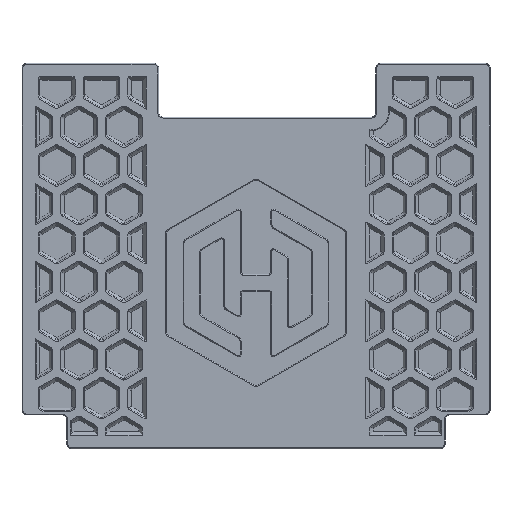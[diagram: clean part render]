
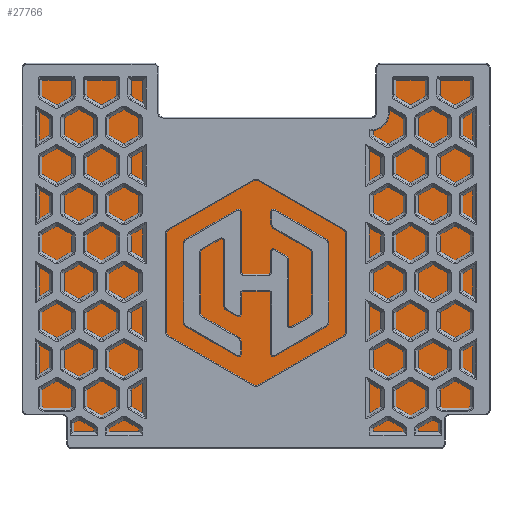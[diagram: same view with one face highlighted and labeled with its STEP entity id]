
A CAD part, top view. The second image highlights one B-rep face of the part: STEP entity #27766.
In plain terms, the highlighted planar face has unit normal (0, 0, 1).
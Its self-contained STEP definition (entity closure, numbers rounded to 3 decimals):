
#940=PLANE('',#29271);
#1714=FACE_OUTER_BOUND('',#3189,.T.);
#3189=EDGE_LOOP('',(#19118,#19119,#19120,#19121,#19122,#19123,#19124,#19125,
#19126,#19127,#19128,#19129,#19130,#19131,#19132,#19133,#19134,#19135,#19136,
#19137,#19138,#19139,#19140,#19141));
#4886=LINE('',#40621,#7768);
#4890=LINE('',#40633,#7772);
#4894=LINE('',#40645,#7776);
#4898=LINE('',#40657,#7780);
#4902=LINE('',#40669,#7784);
#4906=LINE('',#40681,#7788);
#4909=LINE('',#40687,#7791);
#4910=LINE('',#40691,#7792);
#4911=LINE('',#40695,#7793);
#4912=LINE('',#40699,#7794);
#4913=LINE('',#40703,#7795);
#4914=LINE('',#40707,#7796);
#7768=VECTOR('',#32085,10.);
#7772=VECTOR('',#32097,10.);
#7776=VECTOR('',#32109,10.);
#7780=VECTOR('',#32121,10.);
#7784=VECTOR('',#32133,10.);
#7788=VECTOR('',#32145,10.);
#7791=VECTOR('',#32150,10.);
#7792=VECTOR('',#32153,10.);
#7793=VECTOR('',#32156,10.);
#7794=VECTOR('',#32159,10.);
#7795=VECTOR('',#32162,10.);
#7796=VECTOR('',#32165,10.);
#10648=CIRCLE('',#29248,2.);
#10650=CIRCLE('',#29252,2.);
#10652=CIRCLE('',#29256,2.);
#10654=CIRCLE('',#29260,2.);
#10656=CIRCLE('',#29264,2.);
#10658=CIRCLE('',#29268,2.);
#10660=CIRCLE('',#29272,2.);
#10661=CIRCLE('',#29273,2.);
#10662=CIRCLE('',#29274,2.);
#10663=CIRCLE('',#29275,2.);
#10664=CIRCLE('',#29276,2.);
#10665=CIRCLE('',#29277,2.);
#11965=VERTEX_POINT('',#40611);
#11966=VERTEX_POINT('',#40612);
#11969=VERTEX_POINT('',#40620);
#11971=VERTEX_POINT('',#40626);
#11973=VERTEX_POINT('',#40632);
#11975=VERTEX_POINT('',#40638);
#11977=VERTEX_POINT('',#40644);
#11979=VERTEX_POINT('',#40650);
#11981=VERTEX_POINT('',#40656);
#11983=VERTEX_POINT('',#40662);
#11985=VERTEX_POINT('',#40668);
#11987=VERTEX_POINT('',#40674);
#11989=VERTEX_POINT('',#40680);
#11991=VERTEX_POINT('',#40686);
#11992=VERTEX_POINT('',#40688);
#11993=VERTEX_POINT('',#40690);
#11994=VERTEX_POINT('',#40692);
#11995=VERTEX_POINT('',#40694);
#11996=VERTEX_POINT('',#40696);
#11997=VERTEX_POINT('',#40698);
#11998=VERTEX_POINT('',#40700);
#11999=VERTEX_POINT('',#40702);
#12000=VERTEX_POINT('',#40704);
#12001=VERTEX_POINT('',#40706);
#14785=EDGE_CURVE('',#11965,#11966,#10648,.T.);
#14789=EDGE_CURVE('',#11969,#11965,#4886,.T.);
#14792=EDGE_CURVE('',#11971,#11969,#10650,.T.);
#14795=EDGE_CURVE('',#11973,#11971,#4890,.T.);
#14798=EDGE_CURVE('',#11975,#11973,#10652,.T.);
#14801=EDGE_CURVE('',#11977,#11975,#4894,.T.);
#14804=EDGE_CURVE('',#11979,#11977,#10654,.T.);
#14807=EDGE_CURVE('',#11981,#11979,#4898,.T.);
#14810=EDGE_CURVE('',#11983,#11981,#10656,.T.);
#14813=EDGE_CURVE('',#11985,#11983,#4902,.T.);
#14816=EDGE_CURVE('',#11987,#11985,#10658,.T.);
#14819=EDGE_CURVE('',#11989,#11987,#4906,.T.);
#14822=EDGE_CURVE('',#11966,#11991,#4909,.T.);
#14823=EDGE_CURVE('',#11991,#11992,#10660,.T.);
#14824=EDGE_CURVE('',#11992,#11993,#4910,.T.);
#14825=EDGE_CURVE('',#11993,#11994,#10661,.T.);
#14826=EDGE_CURVE('',#11994,#11995,#4911,.T.);
#14827=EDGE_CURVE('',#11995,#11996,#10662,.T.);
#14828=EDGE_CURVE('',#11996,#11997,#4912,.T.);
#14829=EDGE_CURVE('',#11997,#11998,#10663,.T.);
#14830=EDGE_CURVE('',#11998,#11999,#4913,.T.);
#14831=EDGE_CURVE('',#11999,#12000,#10664,.T.);
#14832=EDGE_CURVE('',#12000,#12001,#4914,.T.);
#14833=EDGE_CURVE('',#12001,#11989,#10665,.T.);
#19118=ORIENTED_EDGE('',*,*,#14819,.T.);
#19119=ORIENTED_EDGE('',*,*,#14816,.T.);
#19120=ORIENTED_EDGE('',*,*,#14813,.T.);
#19121=ORIENTED_EDGE('',*,*,#14810,.T.);
#19122=ORIENTED_EDGE('',*,*,#14807,.T.);
#19123=ORIENTED_EDGE('',*,*,#14804,.T.);
#19124=ORIENTED_EDGE('',*,*,#14801,.T.);
#19125=ORIENTED_EDGE('',*,*,#14798,.T.);
#19126=ORIENTED_EDGE('',*,*,#14795,.T.);
#19127=ORIENTED_EDGE('',*,*,#14792,.T.);
#19128=ORIENTED_EDGE('',*,*,#14789,.T.);
#19129=ORIENTED_EDGE('',*,*,#14785,.T.);
#19130=ORIENTED_EDGE('',*,*,#14822,.T.);
#19131=ORIENTED_EDGE('',*,*,#14823,.T.);
#19132=ORIENTED_EDGE('',*,*,#14824,.T.);
#19133=ORIENTED_EDGE('',*,*,#14825,.T.);
#19134=ORIENTED_EDGE('',*,*,#14826,.T.);
#19135=ORIENTED_EDGE('',*,*,#14827,.T.);
#19136=ORIENTED_EDGE('',*,*,#14828,.T.);
#19137=ORIENTED_EDGE('',*,*,#14829,.T.);
#19138=ORIENTED_EDGE('',*,*,#14830,.T.);
#19139=ORIENTED_EDGE('',*,*,#14831,.T.);
#19140=ORIENTED_EDGE('',*,*,#14832,.T.);
#19141=ORIENTED_EDGE('',*,*,#14833,.T.);
#27766=ADVANCED_FACE('',(#1714),#940,.F.);
#29248=AXIS2_PLACEMENT_3D('',#40613,#32077,#32078);
#29252=AXIS2_PLACEMENT_3D('',#40627,#32090,#32091);
#29256=AXIS2_PLACEMENT_3D('',#40639,#32102,#32103);
#29260=AXIS2_PLACEMENT_3D('',#40651,#32114,#32115);
#29264=AXIS2_PLACEMENT_3D('',#40663,#32126,#32127);
#29268=AXIS2_PLACEMENT_3D('',#40675,#32138,#32139);
#29271=AXIS2_PLACEMENT_3D('',#40685,#32148,#32149);
#29272=AXIS2_PLACEMENT_3D('',#40689,#32151,#32152);
#29273=AXIS2_PLACEMENT_3D('',#40693,#32154,#32155);
#29274=AXIS2_PLACEMENT_3D('',#40697,#32157,#32158);
#29275=AXIS2_PLACEMENT_3D('',#40701,#32160,#32161);
#29276=AXIS2_PLACEMENT_3D('',#40705,#32163,#32164);
#29277=AXIS2_PLACEMENT_3D('',#40708,#32166,#32167);
#32077=DIRECTION('center_axis',(0.,0.,1.));
#32078=DIRECTION('ref_axis',(-0.707,-0.707,0.));
#32085=DIRECTION('',(0.,-1.,0.));
#32090=DIRECTION('center_axis',(0.,0.,1.));
#32091=DIRECTION('ref_axis',(-0.707,0.707,0.));
#32097=DIRECTION('',(-1.,0.,0.));
#32102=DIRECTION('center_axis',(0.,0.,1.));
#32103=DIRECTION('ref_axis',(0.707,0.707,0.));
#32109=DIRECTION('',(0.,1.,0.));
#32114=DIRECTION('center_axis',(0.,0.,-1.));
#32115=DIRECTION('ref_axis',(-0.707,-0.707,0.));
#32121=DIRECTION('',(-1.,0.,0.));
#32126=DIRECTION('center_axis',(0.,0.,-1.));
#32127=DIRECTION('ref_axis',(0.707,-0.707,0.));
#32133=DIRECTION('',(0.,-1.,0.));
#32138=DIRECTION('center_axis',(0.,0.,1.));
#32139=DIRECTION('ref_axis',(-0.707,0.707,0.));
#32145=DIRECTION('',(-1.,0.,0.));
#32148=DIRECTION('center_axis',(0.,0.,-1.));
#32149=DIRECTION('ref_axis',(-1.,0.,0.));
#32150=DIRECTION('',(1.,0.,0.));
#32151=DIRECTION('center_axis',(0.,0.,-1.));
#32152=DIRECTION('ref_axis',(0.707,0.707,0.));
#32153=DIRECTION('',(0.,-1.,0.));
#32154=DIRECTION('center_axis',(0.,0.,1.));
#32155=DIRECTION('ref_axis',(-0.707,-0.707,0.));
#32156=DIRECTION('',(1.,0.,0.));
#32157=DIRECTION('center_axis',(0.,0.,1.));
#32158=DIRECTION('ref_axis',(0.707,-0.707,0.));
#32159=DIRECTION('',(0.,1.,0.));
#32160=DIRECTION('center_axis',(0.,0.,-1.));
#32161=DIRECTION('ref_axis',(-0.707,0.707,0.));
#32162=DIRECTION('',(1.,0.,0.));
#32163=DIRECTION('center_axis',(0.,0.,1.));
#32164=DIRECTION('ref_axis',(0.707,-0.707,0.));
#32165=DIRECTION('',(0.,1.,0.));
#32166=DIRECTION('center_axis',(0.,0.,1.));
#32167=DIRECTION('ref_axis',(0.707,0.707,0.));
#40611=CARTESIAN_POINT('',(0.,17.,1.));
#40612=CARTESIAN_POINT('',(2.,15.,1.));
#40613=CARTESIAN_POINT('Origin',(2.,17.,1.));
#40620=CARTESIAN_POINT('',(0.,170.,1.));
#40621=CARTESIAN_POINT('',(0.,128.,1.));
#40626=CARTESIAN_POINT('',(2.,172.,1.));
#40627=CARTESIAN_POINT('Origin',(2.,170.,1.));
#40632=CARTESIAN_POINT('',(59.,172.,1.));
#40633=CARTESIAN_POINT('',(127.25,172.,1.));
#40638=CARTESIAN_POINT('',(61.,170.,1.));
#40639=CARTESIAN_POINT('Origin',(59.,170.,1.));
#40644=CARTESIAN_POINT('',(61.,150.,1.));
#40645=CARTESIAN_POINT('',(61.,128.,1.));
#40650=CARTESIAN_POINT('',(63.,148.,1.));
#40651=CARTESIAN_POINT('Origin',(63.,150.,1.));
#40656=CARTESIAN_POINT('',(156.,148.,1.));
#40657=CARTESIAN_POINT('',(125.25,148.,1.));
#40662=CARTESIAN_POINT('',(158.,150.,1.));
#40663=CARTESIAN_POINT('Origin',(156.,150.,1.));
#40668=CARTESIAN_POINT('',(158.,170.,1.));
#40669=CARTESIAN_POINT('',(158.,123.,1.));
#40674=CARTESIAN_POINT('',(160.,172.,1.));
#40675=CARTESIAN_POINT('Origin',(160.,170.,1.));
#40680=CARTESIAN_POINT('',(207.,172.,1.));
#40681=CARTESIAN_POINT('',(81.75,172.,1.));
#40685=CARTESIAN_POINT('Origin',(104.5,86.,1.));
#40686=CARTESIAN_POINT('',(18.,15.,1.));
#40687=CARTESIAN_POINT('',(52.25,15.,1.));
#40688=CARTESIAN_POINT('',(20.,13.,1.));
#40689=CARTESIAN_POINT('Origin',(18.,13.,1.));
#40690=CARTESIAN_POINT('',(20.,2.,1.));
#40691=CARTESIAN_POINT('',(20.,50.5,1.));
#40692=CARTESIAN_POINT('',(22.,0.,1.));
#40693=CARTESIAN_POINT('Origin',(22.,2.,1.));
#40694=CARTESIAN_POINT('',(187.,0.,1.));
#40695=CARTESIAN_POINT('',(56.25,0.,1.));
#40696=CARTESIAN_POINT('',(189.,2.,1.));
#40697=CARTESIAN_POINT('Origin',(187.,2.,1.));
#40698=CARTESIAN_POINT('',(189.,13.,1.));
#40699=CARTESIAN_POINT('',(189.,50.5,1.));
#40700=CARTESIAN_POINT('',(191.,15.,1.));
#40701=CARTESIAN_POINT('Origin',(191.,13.,1.));
#40702=CARTESIAN_POINT('',(207.,15.,1.));
#40703=CARTESIAN_POINT('',(156.75,15.,1.));
#40704=CARTESIAN_POINT('',(209.,17.,1.));
#40705=CARTESIAN_POINT('Origin',(207.,17.,1.));
#40706=CARTESIAN_POINT('',(209.,170.,1.));
#40707=CARTESIAN_POINT('',(209.,128.,1.));
#40708=CARTESIAN_POINT('Origin',(207.,170.,1.));
